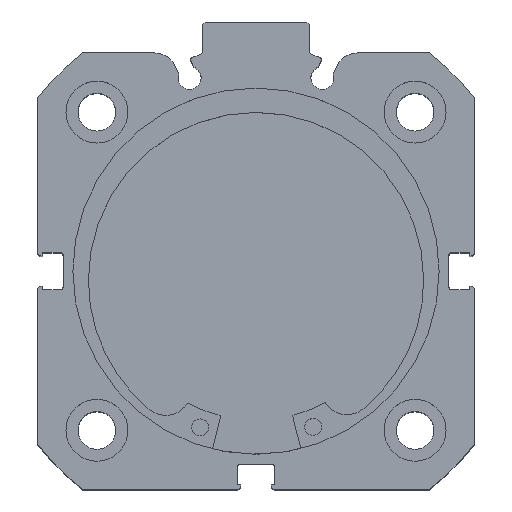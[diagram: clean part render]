
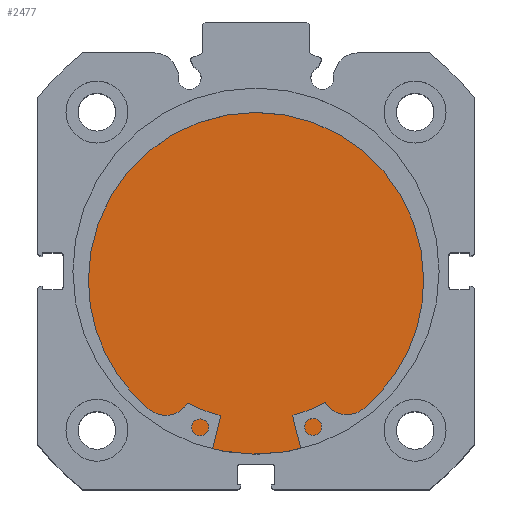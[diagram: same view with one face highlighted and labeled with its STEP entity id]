
A CAD part, top view. The second image highlights one B-rep face of the part: STEP entity #2477.
In plain terms, the highlighted face is planar.
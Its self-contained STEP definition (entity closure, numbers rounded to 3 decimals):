
#273 = AXIS2_PLACEMENT_3D ( 'NONE', #6307, #6313, #6314 ) ;
#546 = CARTESIAN_POINT ( 'NONE',  ( 9.5, 0., -32.5 ) ) ;
#566 = CARTESIAN_POINT ( 'NONE',  ( 9.5, 0., 32.5 ) ) ;
#1274 = AXIS2_PLACEMENT_3D ( 'NONE', #3406, #3367, #3366 ) ;
#1288 = AXIS2_PLACEMENT_3D ( 'NONE', #3468, #3059, #3469 ) ;
#1551 = EDGE_CURVE ( 'NONE', #2572, #2592, #4629, .T. ) ;
#1570 = EDGE_CURVE ( 'NONE', #2592, #2572, #4652, .T. ) ;
#2477 = ADVANCED_FACE ( 'NONE', ( #6731 ), #6303, .F. ) ;
#2572 = VERTEX_POINT ( 'NONE', #546 ) ;
#2592 = VERTEX_POINT ( 'NONE', #566 ) ;
#3059 = DIRECTION ( 'NONE',  ( -1., 0., 0. ) ) ;
#3366 = DIRECTION ( 'NONE',  ( 0., 0., 1. ) ) ;
#3367 = DIRECTION ( 'NONE',  ( -1., 0., 0. ) ) ;
#3406 = CARTESIAN_POINT ( 'NONE',  ( 9.5, 0., 0. ) ) ;
#3468 = CARTESIAN_POINT ( 'NONE',  ( 9.5, 0., 0. ) ) ;
#3469 = DIRECTION ( 'NONE',  ( 0., 0., 1. ) ) ;
#3928 = EDGE_LOOP ( 'NONE', ( #4275, #4151 ) ) ;
#4151 = ORIENTED_EDGE ( 'NONE', *, *, #1551, .F. ) ;
#4275 = ORIENTED_EDGE ( 'NONE', *, *, #1570, .F. ) ;
#4629 = CIRCLE ( 'NONE', #1288, 32.5 ) ;
#4652 = CIRCLE ( 'NONE', #1274, 32.5 ) ;
#6303 = PLANE ( 'NONE',  #273 ) ;
#6307 = CARTESIAN_POINT ( 'NONE',  ( 9.5, 32.5, 0. ) ) ;
#6313 = DIRECTION ( 'NONE',  ( -1., 0., 0. ) ) ;
#6314 = DIRECTION ( 'NONE',  ( 0., 0., 1. ) ) ;
#6731 = FACE_OUTER_BOUND ( 'NONE', #3928, .T. ) ;
